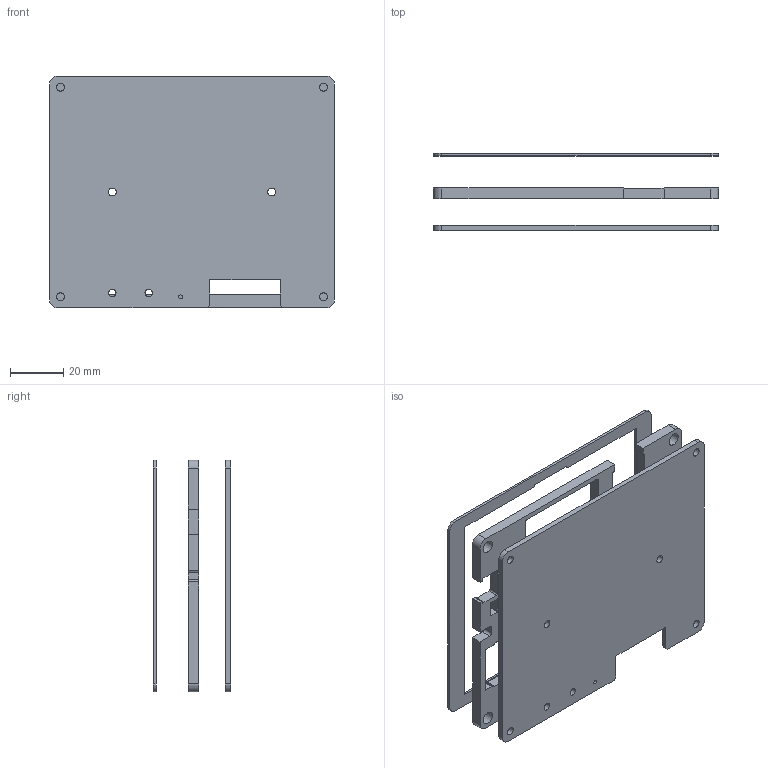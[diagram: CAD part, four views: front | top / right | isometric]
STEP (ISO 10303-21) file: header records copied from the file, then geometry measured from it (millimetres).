
FILE_DESCRIPTION(/* description */ (''),/* implementation_level */ '2;1');
FILE_NAME(/* name */ 'original plates.step',/* time_stamp */ '2025-08-11T12:30:57+02:00',/* author */ (''),/* organization */ (''),/* preprocessor_version */ 'ST-DEVELOPER v20.1',/* originating_system */ 'Autodesk Translation Framework v14.10.0.0',/* authorisation */ '');
FILE_SCHEMA (('AUTOMOTIVE_DESIGN { 1 0 10303 214 3 1 1 }'));
Length unit declared in the file: millimetre
Products named in the file (4): 00-4_2_VIEW_ASM; 42-MIDDLE-COVER; 42-BOTTOM-COVER; 42-TOP_COVER
Assembly tree (3 placements, depth 2):
  00-4_2_VIEW_ASM
    42-MIDDLE-COVER
    42-BOTTOM-COVER
    42-TOP_COVER
Bounding box: 107.3 x 29.1 x 87.3 mm (x, y, z)
Volume: 42313.1 mm3; surface area: 40388.9 mm2
Topology: 3 solids, 3 shells, 255 faces, 747 edges, 498 vertices
Faces by surface type: plane 167, cylinder 88
Full cylindrical faces by diameter (mm): 1.5 x1, 2.8 x2, 3 x6, 4.75 x6
Entity records: 8706 total; most frequent: CARTESIAN_POINT 1507, ORIENTED_EDGE 1494, DIRECTION 1447, EDGE_CURVE 747, LINE 571, VECTOR 571, VERTEX_POINT 498, AXIS2_PLACEMENT_3D 438
